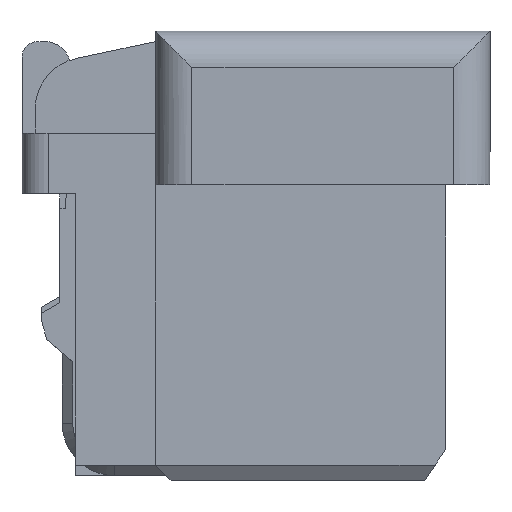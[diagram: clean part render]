
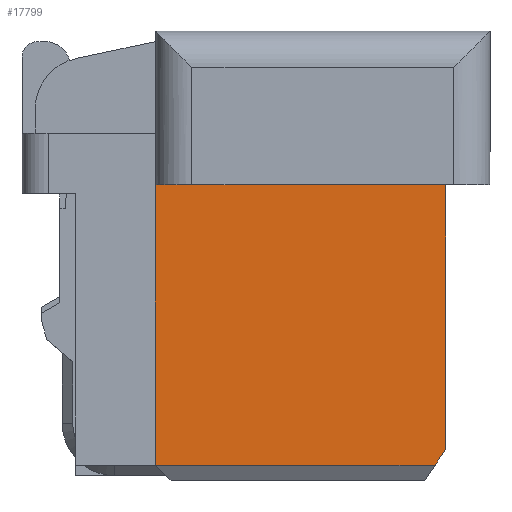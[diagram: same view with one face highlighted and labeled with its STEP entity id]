
A CAD part, left-side view. The second image highlights one B-rep face of the part: STEP entity #17799.
In plain terms, the highlighted planar face has unit normal (-1, 0, 0).
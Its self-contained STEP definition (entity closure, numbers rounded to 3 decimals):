
#2544=DIRECTION('',(0.,1.,0.));
#2545=VECTOR('',#2544,5.55);
#2546=CARTESIAN_POINT('',(-8.125,-3.525,3.835));
#2547=LINE('',#2546,#2545);
#2610=DIRECTION('',(0.,0.,-1.));
#2611=VECTOR('',#2610,5.36);
#2612=CARTESIAN_POINT('',(-8.125,2.025,3.835));
#2613=LINE('',#2612,#2611);
#3605=DIRECTION('',(0.,1.,0.));
#3606=VECTOR('',#3605,5.35);
#3607=CARTESIAN_POINT('',(-8.125,-3.325,-1.525));
#3608=LINE('',#3607,#3606);
#3609=DIRECTION('',(0.,0.,-1.));
#3610=VECTOR('',#3609,5.06);
#3611=CARTESIAN_POINT('',(-8.125,-3.525,3.835));
#3612=LINE('',#3611,#3610);
#3613=DIRECTION('',(0.,-0.555,0.832));
#3614=VECTOR('',#3613,0.361);
#3615=CARTESIAN_POINT('',(-8.125,-3.325,-1.525));
#3616=LINE('',#3615,#3614);
#9751=CARTESIAN_POINT('',(-8.125,-3.525,3.835));
#9753=VERTEX_POINT('',#9751);
#10248=CARTESIAN_POINT('',(-8.125,2.025,3.835));
#10249=VERTEX_POINT('',#10248);
#10547=CARTESIAN_POINT('',(-8.125,-3.525,-1.225));
#10549=VERTEX_POINT('',#10547);
#10634=CARTESIAN_POINT('',(-8.125,-3.325,-1.525));
#10636=VERTEX_POINT('',#10634);
#10640=CARTESIAN_POINT('',(-8.125,2.025,-1.525));
#10641=VERTEX_POINT('',#10640);
#17786=CARTESIAN_POINT('',(-8.125,-3.525,3.835));
#17787=DIRECTION('',(-1.,0.,0.));
#17788=DIRECTION('',(0.,1.,0.));
#17789=AXIS2_PLACEMENT_3D('',#17786,#17787,#17788);
#17790=PLANE('',#17789);
#17791=ORIENTED_EDGE('',*,*,#17763,.T.);
#17792=ORIENTED_EDGE('',*,*,#16633,.F.);
#17793=ORIENTED_EDGE('',*,*,#16580,.F.);
#17795=ORIENTED_EDGE('',*,*,#17794,.T.);
#17796=ORIENTED_EDGE('',*,*,#17774,.F.);
#17797=EDGE_LOOP('',(#17791,#17792,#17793,#17795,#17796));
#17798=FACE_OUTER_BOUND('',#17797,.F.);
#17799=ADVANCED_FACE('',(#17798),#17790,.T.);
#16580=EDGE_CURVE('',#9753,#10249,#2547,.T.);
#16633=EDGE_CURVE('',#10249,#10641,#2613,.T.);
#17763=EDGE_CURVE('',#10636,#10641,#3608,.T.);
#17774=EDGE_CURVE('',#10636,#10549,#3616,.T.);
#17794=EDGE_CURVE('',#9753,#10549,#3612,.T.);
